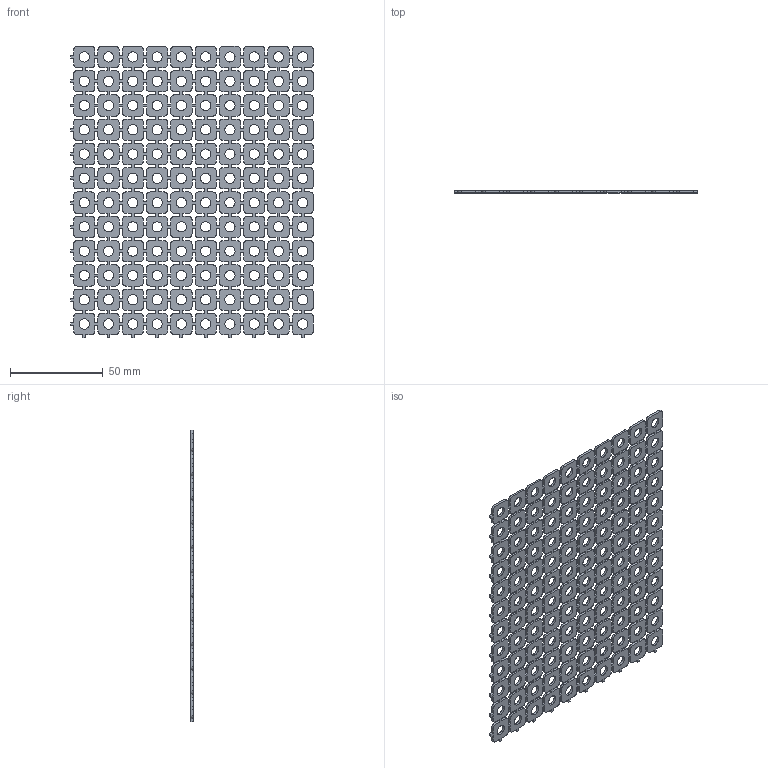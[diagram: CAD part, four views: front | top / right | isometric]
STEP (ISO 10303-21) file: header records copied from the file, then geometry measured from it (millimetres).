
FILE_DESCRIPTION(/* description */ (''),/* implementation_level */ '2;1');
FILE_NAME(/* name */ 'Alex''s Files/CAD Files/KeyCapOverTravelStop/Screen.step',/* time_stamp */ '2019-09-05T20:33:28-04:00',/* author */ (''),/* organization */ (''),/* preprocessor_version */ 'ST-DEVELOPER v18',/* originating_system */ 'Autodesk Translation Framework v8.6.0.1094',/* authorisation */ '');
FILE_SCHEMA (('AUTOMOTIVE_DESIGN { 1 0 10303 214 3 1 1 }'));
Products named in the file (1): FusionComponent
Bounding box: 130.81 x 1.27 x 156.97 mm (x, y, z)
Volume: 16582.9 mm3; surface area: 35379.5 mm2
Topology: 1 solids, 1 shells, 2042 faces, 6120 edges, 4080 vertices
Faces by surface type: plane 1442, cylinder 600
Full cylindrical faces by diameter (mm): 5.499 x120
Entity records: 69455 total; most frequent: CARTESIAN_POINT 12243, ORIENTED_EDGE 12240, DIRECTION 11406, EDGE_CURVE 6120, LINE 4920, VECTOR 4920, VERTEX_POINT 4080, AXIS2_PLACEMENT_3D 3243
